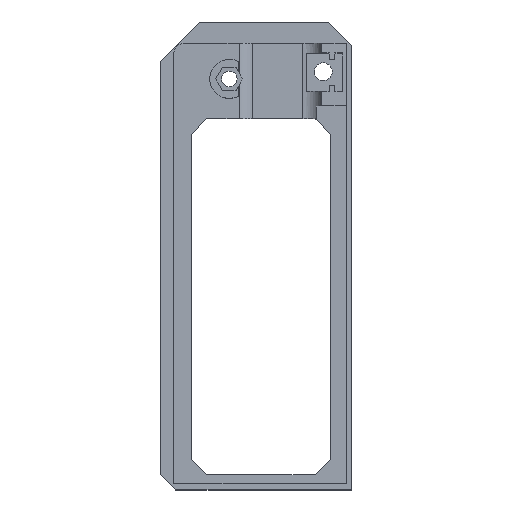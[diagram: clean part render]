
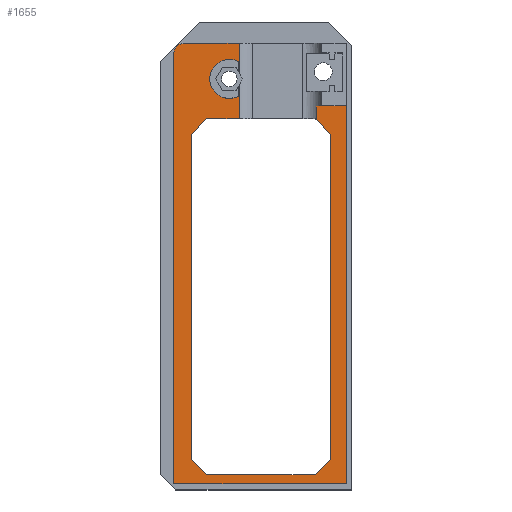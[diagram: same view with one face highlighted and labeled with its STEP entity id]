
A CAD part, top view. The second image highlights one B-rep face of the part: STEP entity #1655.
In plain terms, the highlighted planar face has unit normal (0, 0, 1).
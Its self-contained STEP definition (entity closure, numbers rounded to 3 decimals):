
#37=PLANE('',#1773);
#129=FACE_OUTER_BOUND('',#224,.T.);
#224=EDGE_LOOP('',(#1233,#1234,#1235,#1236,#1237,#1238,#1239,#1240,#1241,
#1242,#1243,#1244,#1245,#1246,#1247,#1248,#1249,#1250,#1251,#1252,#1253,
#1254));
#343=LINE('',#2433,#554);
#349=LINE('',#2447,#560);
#353=LINE('',#2454,#564);
#356=LINE('',#2460,#567);
#358=LINE('',#2467,#569);
#359=LINE('',#2470,#570);
#360=LINE('',#2474,#571);
#361=LINE('',#2476,#572);
#362=LINE('',#2478,#573);
#363=LINE('',#2480,#574);
#364=LINE('',#2482,#575);
#365=LINE('',#2484,#576);
#366=LINE('',#2486,#577);
#367=LINE('',#2488,#578);
#368=LINE('',#2490,#579);
#369=LINE('',#2492,#580);
#370=LINE('',#2494,#581);
#371=LINE('',#2496,#582);
#372=LINE('',#2497,#583);
#373=LINE('',#2499,#584);
#554=VECTOR('',#1944,10.);
#560=VECTOR('',#1958,10.);
#564=VECTOR('',#1964,10.);
#567=VECTOR('',#1969,10.);
#569=VECTOR('',#1975,10.);
#570=VECTOR('',#1978,10.);
#571=VECTOR('',#1981,10.);
#572=VECTOR('',#1982,10.);
#573=VECTOR('',#1983,10.);
#574=VECTOR('',#1984,10.);
#575=VECTOR('',#1985,10.);
#576=VECTOR('',#1986,10.);
#577=VECTOR('',#1987,10.);
#578=VECTOR('',#1988,10.);
#579=VECTOR('',#1989,10.);
#580=VECTOR('',#1990,10.);
#581=VECTOR('',#1991,10.);
#582=VECTOR('',#1992,10.);
#583=VECTOR('',#1993,10.);
#584=VECTOR('',#1994,10.);
#739=CIRCLE('',#1774,1.2);
#740=CIRCLE('',#1775,2.5);
#795=VERTEX_POINT('',#2421);
#800=VERTEX_POINT('',#2431);
#803=VERTEX_POINT('',#2444);
#804=VERTEX_POINT('',#2446);
#806=VERTEX_POINT('',#2453);
#808=VERTEX_POINT('',#2459);
#811=VERTEX_POINT('',#2465);
#812=VERTEX_POINT('',#2469);
#813=VERTEX_POINT('',#2471);
#814=VERTEX_POINT('',#2473);
#815=VERTEX_POINT('',#2475);
#816=VERTEX_POINT('',#2477);
#817=VERTEX_POINT('',#2479);
#818=VERTEX_POINT('',#2481);
#819=VERTEX_POINT('',#2483);
#820=VERTEX_POINT('',#2485);
#821=VERTEX_POINT('',#2487);
#822=VERTEX_POINT('',#2489);
#823=VERTEX_POINT('',#2491);
#824=VERTEX_POINT('',#2493);
#825=VERTEX_POINT('',#2495);
#826=VERTEX_POINT('',#2498);
#958=EDGE_CURVE('',#795,#800,#343,.T.);
#965=EDGE_CURVE('',#804,#803,#349,.T.);
#969=EDGE_CURVE('',#806,#804,#353,.T.);
#972=EDGE_CURVE('',#808,#795,#356,.T.);
#976=EDGE_CURVE('',#803,#811,#358,.T.);
#977=EDGE_CURVE('',#812,#811,#359,.T.);
#978=EDGE_CURVE('',#813,#812,#739,.T.);
#979=EDGE_CURVE('',#814,#813,#360,.T.);
#980=EDGE_CURVE('',#814,#815,#361,.T.);
#981=EDGE_CURVE('',#815,#816,#362,.T.);
#982=EDGE_CURVE('',#817,#816,#363,.T.);
#983=EDGE_CURVE('',#817,#818,#364,.T.);
#984=EDGE_CURVE('',#819,#818,#365,.T.);
#985=EDGE_CURVE('',#819,#820,#366,.T.);
#986=EDGE_CURVE('',#821,#820,#367,.T.);
#987=EDGE_CURVE('',#821,#822,#368,.T.);
#988=EDGE_CURVE('',#823,#822,#369,.T.);
#989=EDGE_CURVE('',#824,#823,#370,.T.);
#990=EDGE_CURVE('',#825,#824,#371,.T.);
#991=EDGE_CURVE('',#825,#808,#372,.T.);
#992=EDGE_CURVE('',#800,#826,#373,.T.);
#993=EDGE_CURVE('',#826,#806,#740,.T.);
#1233=ORIENTED_EDGE('',*,*,#965,.T.);
#1234=ORIENTED_EDGE('',*,*,#976,.T.);
#1235=ORIENTED_EDGE('',*,*,#977,.F.);
#1236=ORIENTED_EDGE('',*,*,#978,.F.);
#1237=ORIENTED_EDGE('',*,*,#979,.F.);
#1238=ORIENTED_EDGE('',*,*,#980,.T.);
#1239=ORIENTED_EDGE('',*,*,#981,.T.);
#1240=ORIENTED_EDGE('',*,*,#982,.F.);
#1241=ORIENTED_EDGE('',*,*,#983,.T.);
#1242=ORIENTED_EDGE('',*,*,#984,.F.);
#1243=ORIENTED_EDGE('',*,*,#985,.T.);
#1244=ORIENTED_EDGE('',*,*,#986,.F.);
#1245=ORIENTED_EDGE('',*,*,#987,.T.);
#1246=ORIENTED_EDGE('',*,*,#988,.F.);
#1247=ORIENTED_EDGE('',*,*,#989,.F.);
#1248=ORIENTED_EDGE('',*,*,#990,.F.);
#1249=ORIENTED_EDGE('',*,*,#991,.T.);
#1250=ORIENTED_EDGE('',*,*,#972,.T.);
#1251=ORIENTED_EDGE('',*,*,#958,.T.);
#1252=ORIENTED_EDGE('',*,*,#992,.T.);
#1253=ORIENTED_EDGE('',*,*,#993,.T.);
#1254=ORIENTED_EDGE('',*,*,#969,.T.);
#1655=ADVANCED_FACE('',(#129),#37,.T.);
#1773=AXIS2_PLACEMENT_3D('',#2468,#1976,#1977);
#1774=AXIS2_PLACEMENT_3D('',#2472,#1979,#1980);
#1775=AXIS2_PLACEMENT_3D('',#2500,#1995,#1996);
#1944=DIRECTION('',(-0.5,-0.866,0.));
#1958=DIRECTION('',(0.5,-0.866,0.));
#1964=DIRECTION('',(0.,-1.,0.));
#1969=DIRECTION('',(0.,1.,0.));
#1975=DIRECTION('',(0.,1.,0.));
#1976=DIRECTION('center_axis',(0.,0.,1.));
#1977=DIRECTION('ref_axis',(1.,0.,0.));
#1978=DIRECTION('',(1.,0.,0.));
#1979=DIRECTION('center_axis',(0.,0.,-1.));
#1980=DIRECTION('ref_axis',(-0.707,0.707,0.));
#1981=DIRECTION('',(0.,1.,0.));
#1982=DIRECTION('',(1.,0.,0.));
#1983=DIRECTION('',(0.,1.,0.));
#1984=DIRECTION('',(1.,0.,0.));
#1985=DIRECTION('',(0.,-1.,0.));
#1986=DIRECTION('',(-0.707,0.707,0.));
#1987=DIRECTION('',(0.,-1.,0.));
#1988=DIRECTION('',(0.707,0.707,0.));
#1989=DIRECTION('',(-1.,0.,0.));
#1990=DIRECTION('',(0.707,-0.707,0.));
#1991=DIRECTION('',(0.,-1.,0.));
#1992=DIRECTION('',(-0.707,-0.707,0.));
#1993=DIRECTION('',(1.,0.,0.));
#1994=DIRECTION('',(0.,-1.,0.));
#1995=DIRECTION('center_axis',(0.,0.,-1.));
#1996=DIRECTION('ref_axis',(-1.,0.,0.));
#2421=CARTESIAN_POINT('',(-49.675,58.184,-6.01));
#2431=CARTESIAN_POINT('',(-49.802,57.964,-6.01));
#2433=CARTESIAN_POINT('',(-54.478,49.865,-6.01));
#2444=CARTESIAN_POINT('',(-49.675,59.792,-6.01));
#2446=CARTESIAN_POINT('',(-49.802,60.012,-6.01));
#2447=CARTESIAN_POINT('',(-44.016,49.989,-6.01));
#2453=CARTESIAN_POINT('',(-49.802,61.212,-6.01));
#2454=CARTESIAN_POINT('',(-49.802,48.269,-6.01));
#2459=CARTESIAN_POINT('',(-49.675,53.9,-6.01));
#2460=CARTESIAN_POINT('',(-49.675,64.8,-6.01));
#2465=CARTESIAN_POINT('',(-49.675,63.525,-6.01));
#2467=CARTESIAN_POINT('',(-49.675,64.8,-6.01));
#2468=CARTESIAN_POINT('Origin',(-46.9,35.325,-6.01));
#2469=CARTESIAN_POINT('',(-56.837,63.525,-6.01));
#2470=CARTESIAN_POINT('',(-41.431,63.525,-6.01));
#2471=CARTESIAN_POINT('',(-58.037,62.325,-6.01));
#2472=CARTESIAN_POINT('Origin',(-56.837,62.325,-6.01));
#2473=CARTESIAN_POINT('',(-58.037,7.175,-6.01));
#2474=CARTESIAN_POINT('',(-58.037,48.534,-6.01));
#2475=CARTESIAN_POINT('',(-35.963,7.175,-6.01));
#2476=CARTESIAN_POINT('',(-52.369,7.175,-6.01));
#2477=CARTESIAN_POINT('',(-35.963,55.525,-6.01));
#2478=CARTESIAN_POINT('',(-35.963,21.325,-6.01));
#2479=CARTESIAN_POINT('',(-39.835,55.525,-6.01));
#2480=CARTESIAN_POINT('',(-51.412,55.525,-6.01));
#2481=CARTESIAN_POINT('',(-39.835,53.772,-6.01));
#2482=CARTESIAN_POINT('',(-39.835,64.8,-6.01));
#2483=CARTESIAN_POINT('',(-37.963,51.9,-6.01));
#2484=CARTESIAN_POINT('',(-36.553,50.491,-6.01));
#2485=CARTESIAN_POINT('',(-37.963,10.325,-6.01));
#2486=CARTESIAN_POINT('',(-37.963,48.925,-6.01));
#2487=CARTESIAN_POINT('',(-39.963,8.325,-6.01));
#2488=CARTESIAN_POINT('',(-34.447,13.841,-6.01));
#2489=CARTESIAN_POINT('',(-53.837,8.325,-6.01));
#2490=CARTESIAN_POINT('',(-41.831,8.325,-6.01));
#2491=CARTESIAN_POINT('',(-55.837,10.325,-6.01));
#2492=CARTESIAN_POINT('',(-59.353,13.841,-6.01));
#2493=CARTESIAN_POINT('',(-55.837,51.9,-6.01));
#2494=CARTESIAN_POINT('',(-55.837,21.725,-6.01));
#2495=CARTESIAN_POINT('',(-53.837,53.9,-6.01));
#2496=CARTESIAN_POINT('',(-57.247,50.491,-6.01));
#2497=CARTESIAN_POINT('',(-42.831,53.9,-6.01));
#2498=CARTESIAN_POINT('',(-49.802,56.764,-6.01));
#2499=CARTESIAN_POINT('',(-49.802,46.67,-6.01));
#2500=CARTESIAN_POINT('Origin',(-50.943,58.988,-6.01));
